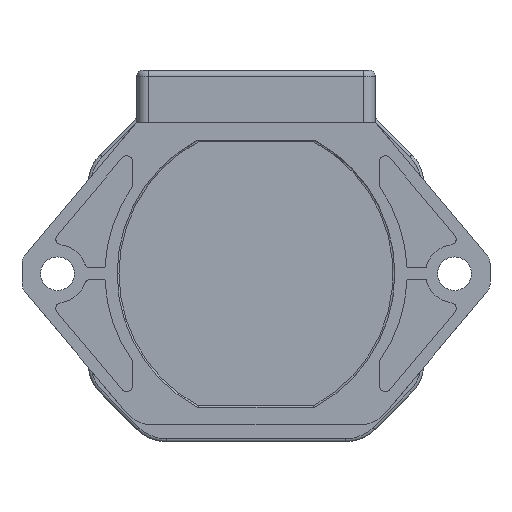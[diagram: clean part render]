
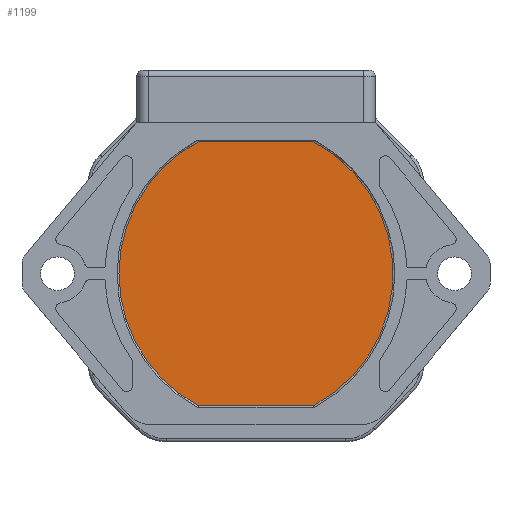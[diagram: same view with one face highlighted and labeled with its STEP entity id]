
A CAD part, front view. The second image highlights one B-rep face of the part: STEP entity #1199.
In plain terms, the highlighted planar face has unit normal (0, -1, 0).
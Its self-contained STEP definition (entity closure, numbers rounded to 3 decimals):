
#673=PLANE('',#16005);
#1199=ADVANCED_FACE('',(#2369),#673,.T.);
#2369=FACE_OUTER_BOUND('',#3208,.T.);
#3208=EDGE_LOOP('',(#7555,#7556,#7557,#7558,#7559));
#4237=LINE('',#22973,#5519);
#4242=LINE('',#23036,#5524);
#5519=VECTOR('',#18383,1.);
#5524=VECTOR('',#18410,1.);
#7555=ORIENTED_EDGE('',*,*,#13047,.F.);
#7556=ORIENTED_EDGE('',*,*,#13044,.F.);
#7557=ORIENTED_EDGE('',*,*,#13059,.F.);
#7558=ORIENTED_EDGE('',*,*,#13056,.F.);
#7559=ORIENTED_EDGE('',*,*,#13049,.F.);
#11374=VERTEX_POINT('',#22972);
#11375=VERTEX_POINT('',#22974);
#11377=VERTEX_POINT('',#23001);
#11378=VERTEX_POINT('',#23005);
#11381=VERTEX_POINT('',#23037);
#13044=EDGE_CURVE('',#11374,#11375,#4237,.T.);
#13047=EDGE_CURVE('',#11375,#11377,#15000,.T.);
#13049=EDGE_CURVE('',#11377,#11378,#15002,.T.);
#13056=EDGE_CURVE('',#11378,#11381,#4242,.T.);
#13059=EDGE_CURVE('',#11381,#11374,#15005,.T.);
#15000=CIRCLE('',#15990,25.7);
#15002=CIRCLE('',#15993,25.7);
#15005=CIRCLE('',#16001,25.7);
#15990=AXIS2_PLACEMENT_3D('',#23000,#18388,#18389);
#15993=AXIS2_PLACEMENT_3D('',#23004,#18394,#18395);
#16001=AXIS2_PLACEMENT_3D('',#23060,#18415,#18416);
#16005=AXIS2_PLACEMENT_3D('',#23064,#18423,#18424);
#18383=DIRECTION('',(-1.,0.,0.));
#18388=DIRECTION('',(0.,1.,0.));
#18389=DIRECTION('',(-0.469,0.,-0.883));
#18394=DIRECTION('',(0.,1.,0.));
#18395=DIRECTION('',(-1.,0.,0.));
#18410=DIRECTION('',(1.,0.,0.));
#18415=DIRECTION('',(0.,1.,0.));
#18416=DIRECTION('',(0.469,0.,0.883));
#18423=DIRECTION('',(0.,-1.,0.));
#18424=DIRECTION('',(1.,0.,0.));
#22972=CARTESIAN_POINT('',(9.926,-11.6,-22.7));
#22973=CARTESIAN_POINT('',(9.926,-11.6,-22.7));
#22974=CARTESIAN_POINT('',(-9.926,-11.6,-22.7));
#23000=CARTESIAN_POINT('',(2.124,-11.6,0.));
#23001=CARTESIAN_POINT('',(-23.576,-11.6,0.));
#23004=CARTESIAN_POINT('',(2.124,-11.6,0.));
#23005=CARTESIAN_POINT('',(-9.926,-11.6,22.7));
#23036=CARTESIAN_POINT('',(-9.926,-11.6,22.7));
#23037=CARTESIAN_POINT('',(9.926,-11.6,22.7));
#23060=CARTESIAN_POINT('',(-2.124,-11.6,0.));
#23064=CARTESIAN_POINT('',(-2.124,-11.6,0.));
